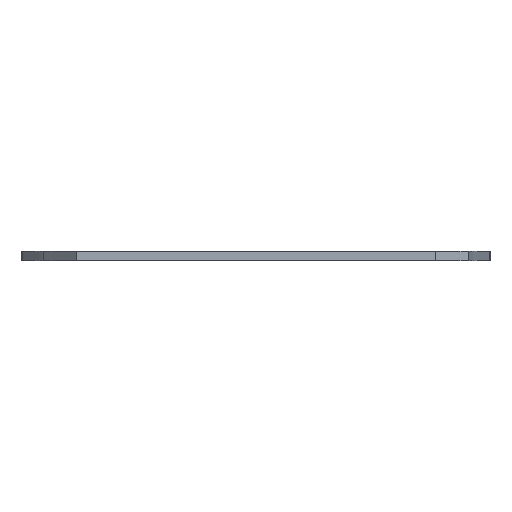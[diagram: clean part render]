
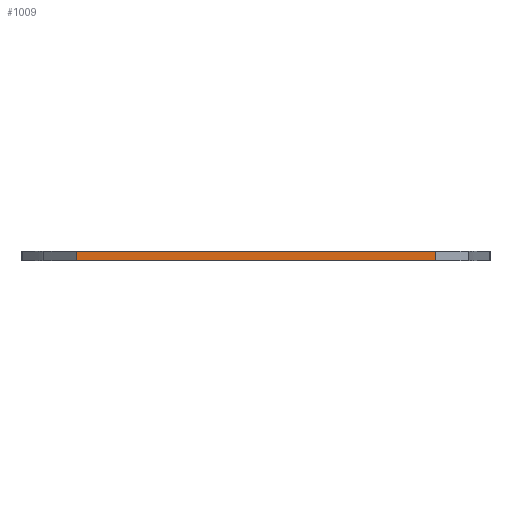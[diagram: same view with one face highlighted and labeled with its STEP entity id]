
A CAD part, left-side view. The second image highlights one B-rep face of the part: STEP entity #1009.
In plain terms, the highlighted planar face has unit normal (-1, 0, 0).
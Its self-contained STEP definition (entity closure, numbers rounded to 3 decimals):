
#96=DIRECTION('',(0.,-1.,0.));
#97=VECTOR('',#96,114.497);
#98=CARTESIAN_POINT('',(-85.,57.249,0.));
#99=LINE('',#98,#97);
#254=DIRECTION('',(0.,-1.,0.));
#255=VECTOR('',#254,114.497);
#256=CARTESIAN_POINT('',(-85.,57.249,3.));
#257=LINE('',#256,#255);
#377=DIRECTION('',(0.,0.,1.));
#378=VECTOR('',#377,3.);
#379=CARTESIAN_POINT('',(-85.,-57.249,0.));
#380=LINE('',#379,#378);
#381=DIRECTION('',(0.,0.,1.));
#382=VECTOR('',#381,3.);
#383=CARTESIAN_POINT('',(-85.,57.249,0.));
#384=LINE('',#383,#382);
#421=CARTESIAN_POINT('',(-85.,57.249,0.));
#422=CARTESIAN_POINT('',(-85.,-57.249,0.));
#423=VERTEX_POINT('',#421);
#424=VERTEX_POINT('',#422);
#485=CARTESIAN_POINT('',(-85.,57.249,3.));
#486=CARTESIAN_POINT('',(-85.,-57.249,3.));
#487=VERTEX_POINT('',#485);
#488=VERTEX_POINT('',#486);
#997=CARTESIAN_POINT('',(-85.,0.,1.5));
#998=DIRECTION('',(1.,0.,0.));
#999=DIRECTION('',(0.,-1.,0.));
#1000=AXIS2_PLACEMENT_3D('',#997,#998,#999);
#1001=PLANE('',#1000);
#1002=ORIENTED_EDGE('',*,*,#564,.F.);
#1004=ORIENTED_EDGE('',*,*,#1003,.T.);
#1005=ORIENTED_EDGE('',*,*,#674,.T.);
#1006=ORIENTED_EDGE('',*,*,#990,.F.);
#1007=EDGE_LOOP('',(#1002,#1004,#1005,#1006));
#1008=FACE_OUTER_BOUND('',#1007,.F.);
#1009=ADVANCED_FACE('',(#1008),#1001,.F.);
#564=EDGE_CURVE('',#423,#424,#99,.T.);
#674=EDGE_CURVE('',#487,#488,#257,.T.);
#990=EDGE_CURVE('',#424,#488,#380,.T.);
#1003=EDGE_CURVE('',#423,#487,#384,.T.);
